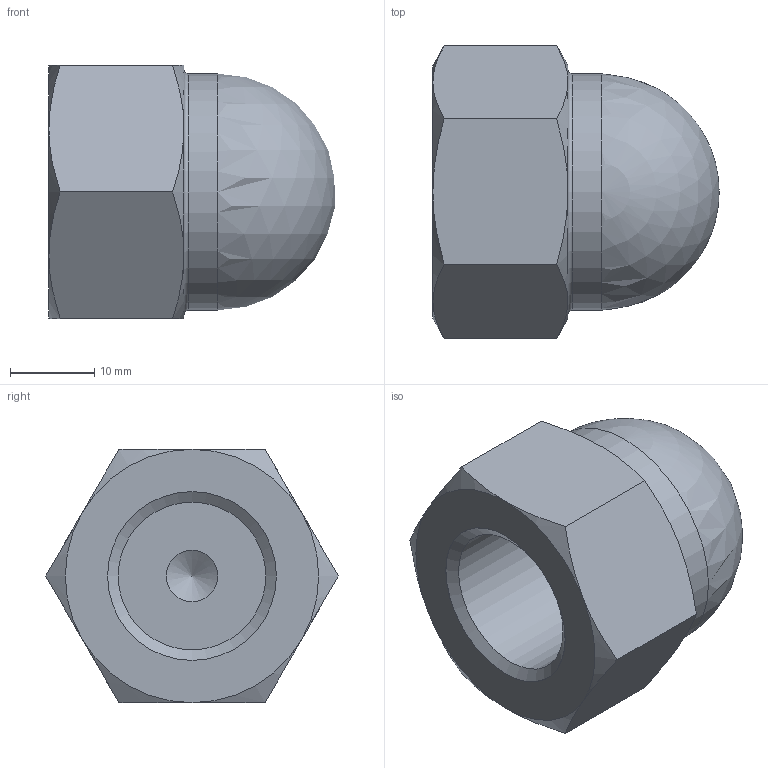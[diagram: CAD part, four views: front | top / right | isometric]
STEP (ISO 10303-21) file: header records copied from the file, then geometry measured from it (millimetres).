
FILE_DESCRIPTION (( 'STEP AP214' ), '1' );
FILE_NAME ('DIN 1587 - M20 --NUC.STEP', '2025-02-18T17:59:34', ( '' ), ( '' ), 'SwSTEP 2.0', 'SolidWorks 2025', '' );
FILE_SCHEMA (( 'AUTOMOTIVE_DESIGN' ));
Length unit declared in the file: millimetre
Products named in the file (1): DIN 1587 - M20 --NUC_DIN 1587 - M20 --NUC
Bounding box: 33.9 x 34.64 x 30 mm (x, y, z)
Volume: 13509.2 mm3; surface area: 5724.8 mm2
Topology: 1 solids, 1 shells, 30 faces, 65 edges, 37 vertices
Faces by surface type: cone 15, plane 9, cylinder 4, sphere 1, torus 1
Full cylindrical faces by diameter (mm): 17.5 x1, 20 x1, 20.2 x1, 28 x1
Entity records: 841 total; most frequent: CARTESIAN_POINT 261, DIRECTION 112, ORIENTED_EDGE 104, AXIS2_PLACEMENT_3D 53, EDGE_CURVE 52, EDGE_LOOP 40, FACE_OUTER_BOUND 35, VERTEX_POINT 34
